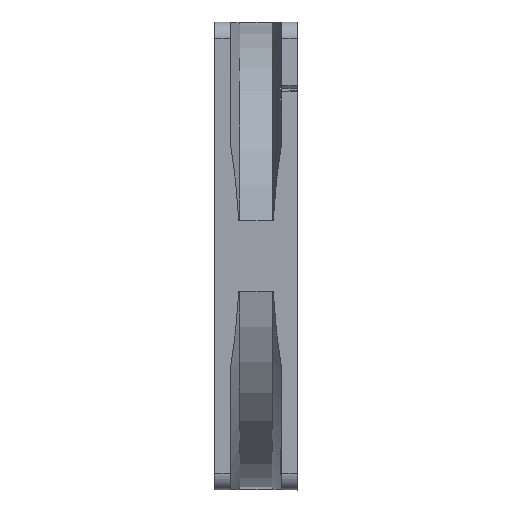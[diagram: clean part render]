
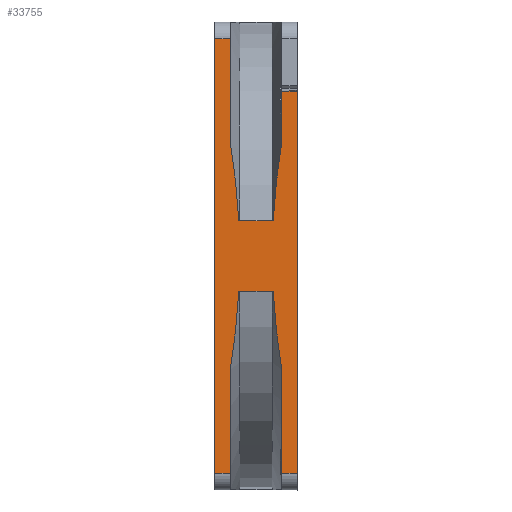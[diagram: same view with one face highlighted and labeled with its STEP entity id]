
A CAD part, left-side view. The second image highlights one B-rep face of the part: STEP entity #33755.
In plain terms, the highlighted planar face has unit normal (-1, 0, 0).
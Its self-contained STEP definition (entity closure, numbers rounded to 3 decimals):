
#61 = B_SPLINE_CURVE_WITH_KNOTS ( 'NONE', 3,
 ( #9619, #28399, #15167, #18606 ),
 .UNSPECIFIED., .F., .F.,
 ( 4, 4 ),
 ( 0., 0.024 ),
 .UNSPECIFIED. ) ;
#366 = CARTESIAN_POINT ( 'NONE',  ( -70., 4.6, -34.182 ) ) ;
#467 = EDGE_CURVE ( 'NONE', #9316, #18106, #9015, .T. ) ;
#518 = LINE ( 'NONE', #2631, #30079 ) ;
#843 = B_SPLINE_CURVE_WITH_KNOTS ( 'NONE', 3,
 ( #19672, #6434, #10575, #12922 ),
 .UNSPECIFIED., .F., .F.,
 ( 4, 4 ),
 ( 0., 0.024 ),
 .UNSPECIFIED. ) ;
#1418 = VERTEX_POINT ( 'NONE', #10777 ) ;
#1710 = CARTESIAN_POINT ( 'NONE',  ( -70., 17.465, 10.6 ) ) ;
#1936 = VECTOR ( 'NONE', #2946, 1000. ) ;
#2276 = ORIENTED_EDGE ( 'NONE', *, *, #24956, .F. ) ;
#2631 = CARTESIAN_POINT ( 'NONE',  ( -70., -84.004, -10.6 ) ) ;
#2866 = DIRECTION ( 'NONE',  ( 0., 0., 1. ) ) ;
#2946 = DIRECTION ( 'NONE',  ( 0., 0., 1. ) ) ;
#3175 = VERTEX_POINT ( 'NONE', #29880 ) ;
#3298 = LINE ( 'NONE', #21202, #16637 ) ;
#3510 = CARTESIAN_POINT ( 'NONE',  ( -70., 5.849, -26.364 ) ) ;
#5408 = DIRECTION ( 'NONE',  ( 0., -1., 0. ) ) ;
#5795 = EDGE_CURVE ( 'NONE', #6062, #8849, #3298, .T. ) ;
#6010 = CARTESIAN_POINT ( 'NONE',  ( -70., 0., 49.276 ) ) ;
#6062 = VERTEX_POINT ( 'NONE', #19608 ) ;
#6434 = CARTESIAN_POINT ( 'NONE',  ( -70., 18.801, -26.364 ) ) ;
#6482 = VECTOR ( 'NONE', #21236, 1000. ) ;
#6627 = B_SPLINE_CURVE_WITH_KNOTS ( 'NONE', 3,
 ( #24347, #19206, #3510, #30038 ),
 .UNSPECIFIED., .F., .F.,
 ( 4, 4 ),
 ( 0., 0.024 ),
 .UNSPECIFIED. ) ;
#6744 = DIRECTION ( 'NONE',  ( 0., 0., -1. ) ) ;
#7326 = EDGE_CURVE ( 'NONE', #3175, #33812, #10825, .T. ) ;
#7356 = CARTESIAN_POINT ( 'NONE',  ( -70., 7.185, -10.6 ) ) ;
#8308 = CARTESIAN_POINT ( 'NONE',  ( -70., 17.896, 18.508 ) ) ;
#8627 = VERTEX_POINT ( 'NONE', #11162 ) ;
#8765 = DIRECTION ( 'NONE',  ( 0., 1., 0. ) ) ;
#8849 = VERTEX_POINT ( 'NONE', #6010 ) ;
#9015 = LINE ( 'NONE', #21091, #23147 ) ;
#9204 = ORIENTED_EDGE ( 'NONE', *, *, #19583, .T. ) ;
#9265 = EDGE_CURVE ( 'NONE', #10894, #18106, #28226, .T. ) ;
#9316 = VERTEX_POINT ( 'NONE', #27806 ) ;
#9619 = CARTESIAN_POINT ( 'NONE',  ( -70., 4.6, 34.182 ) ) ;
#10575 = CARTESIAN_POINT ( 'NONE',  ( -70., 17.896, -18.508 ) ) ;
#10673 = CARTESIAN_POINT ( 'NONE',  ( -70., 4.6, -65. ) ) ;
#10777 = CARTESIAN_POINT ( 'NONE',  ( -70., 17.465, -10.6 ) ) ;
#10825 = LINE ( 'NONE', #21882, #16215 ) ;
#10863 = VERTEX_POINT ( 'NONE', #29423 ) ;
#10894 = VERTEX_POINT ( 'NONE', #23959 ) ;
#10935 = EDGE_LOOP ( 'NONE', ( #14930, #2276, #19548, #33954, #32595, #19891, #11884, #32296, #21525, #15850, #9204, #21857, #28453, #21931, #14524, #26924 ) ) ;
#11162 = CARTESIAN_POINT ( 'NONE',  ( -70., 0., -65. ) ) ;
#11170 = EDGE_CURVE ( 'NONE', #27322, #18007, #26126, .T. ) ;
#11172 = DIRECTION ( 'NONE',  ( 0., 1., 0. ) ) ;
#11738 = LINE ( 'NONE', #26181, #21658 ) ;
#11884 = ORIENTED_EDGE ( 'NONE', *, *, #467, .F. ) ;
#12499 = CARTESIAN_POINT ( 'NONE',  ( -70., 20.05, -65. ) ) ;
#12922 = CARTESIAN_POINT ( 'NONE',  ( -70., 17.465, -10.6 ) ) ;
#12947 = DIRECTION ( 'NONE',  ( 0., -1., 0. ) ) ;
#13234 = LINE ( 'NONE', #32315, #21054 ) ;
#13468 = DIRECTION ( 'NONE',  ( 0., -1., 0. ) ) ;
#13591 = LINE ( 'NONE', #16029, #6482 ) ;
#13769 = CARTESIAN_POINT ( 'NONE',  ( -70., 20.05, -65. ) ) ;
#14524 = ORIENTED_EDGE ( 'NONE', *, *, #15794, .T. ) ;
#14544 = VECTOR ( 'NONE', #17528, 1000. ) ;
#14772 = CARTESIAN_POINT ( 'NONE',  ( -70., 4.6, 34.182 ) ) ;
#14930 = ORIENTED_EDGE ( 'NONE', *, *, #5795, .F. ) ;
#15138 = CARTESIAN_POINT ( 'NONE',  ( -70., 24.65, 65. ) ) ;
#15167 = CARTESIAN_POINT ( 'NONE',  ( -70., 6.754, 18.508 ) ) ;
#15613 = DIRECTION ( 'NONE',  ( 0., 0., 1. ) ) ;
#15794 = EDGE_CURVE ( 'NONE', #27322, #8627, #23938, .T. ) ;
#15850 = ORIENTED_EDGE ( 'NONE', *, *, #21199, .T. ) ;
#16029 = CARTESIAN_POINT ( 'NONE',  ( -70., 4.6, 10.6 ) ) ;
#16215 = VECTOR ( 'NONE', #8765, 1000. ) ;
#16637 = VECTOR ( 'NONE', #13468, 1000. ) ;
#16802 = LINE ( 'NONE', #20684, #26389 ) ;
#17172 = DIRECTION ( 'NONE',  ( 0., -1., 0. ) ) ;
#17528 = DIRECTION ( 'NONE',  ( 0., 0., 1. ) ) ;
#18007 = VERTEX_POINT ( 'NONE', #366 ) ;
#18106 = VERTEX_POINT ( 'NONE', #19437 ) ;
#18606 = CARTESIAN_POINT ( 'NONE',  ( -70., 7.185, 10.6 ) ) ;
#19073 = EDGE_CURVE ( 'NONE', #20321, #18007, #6627, .T. ) ;
#19206 = CARTESIAN_POINT ( 'NONE',  ( -70., 6.754, -18.508 ) ) ;
#19246 = VECTOR ( 'NONE', #31078, 1000. ) ;
#19437 = CARTESIAN_POINT ( 'NONE',  ( -70., 20.05, 65. ) ) ;
#19548 = ORIENTED_EDGE ( 'NONE', *, *, #21205, .T. ) ;
#19583 = EDGE_CURVE ( 'NONE', #33436, #1418, #843, .T. ) ;
#19608 = CARTESIAN_POINT ( 'NONE',  ( -70., 4.6, 49.276 ) ) ;
#19672 = CARTESIAN_POINT ( 'NONE',  ( -70., 20.05, -34.182 ) ) ;
#19891 = ORIENTED_EDGE ( 'NONE', *, *, #9265, .T. ) ;
#20052 = CARTESIAN_POINT ( 'NONE',  ( -70., 24.65, -65. ) ) ;
#20321 = VERTEX_POINT ( 'NONE', #7356 ) ;
#20684 = CARTESIAN_POINT ( 'NONE',  ( -70., 24.65, 65. ) ) ;
#21054 = VECTOR ( 'NONE', #2866, 1000. ) ;
#21091 = CARTESIAN_POINT ( 'NONE',  ( -70., 24.65, 65. ) ) ;
#21199 = EDGE_CURVE ( 'NONE', #24875, #33436, #21751, .T. ) ;
#21202 = CARTESIAN_POINT ( 'NONE',  ( -70., 2.35, 49.276 ) ) ;
#21205 = EDGE_CURVE ( 'NONE', #29582, #3175, #61, .T. ) ;
#21236 = DIRECTION ( 'NONE',  ( 0., 0., 1. ) ) ;
#21361 = EDGE_CURVE ( 'NONE', #20321, #1418, #518, .T. ) ;
#21455 = EDGE_CURVE ( 'NONE', #8627, #8849, #13234, .T. ) ;
#21525 = ORIENTED_EDGE ( 'NONE', *, *, #34298, .T. ) ;
#21533 = CARTESIAN_POINT ( 'NONE',  ( -70., 17.465, 10.6 ) ) ;
#21658 = VECTOR ( 'NONE', #12947, 1000. ) ;
#21751 = LINE ( 'NONE', #12499, #19246 ) ;
#21857 = ORIENTED_EDGE ( 'NONE', *, *, #21361, .F. ) ;
#21882 = CARTESIAN_POINT ( 'NONE',  ( -70., -84.004, 10.6 ) ) ;
#21931 = ORIENTED_EDGE ( 'NONE', *, *, #11170, .F. ) ;
#22701 = CARTESIAN_POINT ( 'NONE',  ( -70., 4.6, -65. ) ) ;
#22708 = AXIS2_PLACEMENT_3D ( 'NONE', #15138, #28373, #6744 ) ;
#23147 = VECTOR ( 'NONE', #5408, 1000. ) ;
#23938 = LINE ( 'NONE', #20052, #27278 ) ;
#23959 = CARTESIAN_POINT ( 'NONE',  ( -70., 20.05, 34.182 ) ) ;
#24347 = CARTESIAN_POINT ( 'NONE',  ( -70., 7.185, -10.6 ) ) ;
#24875 = VERTEX_POINT ( 'NONE', #13769 ) ;
#24956 = EDGE_CURVE ( 'NONE', #29582, #6062, #13591, .T. ) ;
#25443 = FACE_OUTER_BOUND ( 'NONE', #10935, .T. ) ;
#26126 = LINE ( 'NONE', #10673, #1936 ) ;
#26181 = CARTESIAN_POINT ( 'NONE',  ( -70., 24.65, -65. ) ) ;
#26389 = VECTOR ( 'NONE', #15613, 1000. ) ;
#26924 = ORIENTED_EDGE ( 'NONE', *, *, #21455, .T. ) ;
#27278 = VECTOR ( 'NONE', #17172, 1000. ) ;
#27322 = VERTEX_POINT ( 'NONE', #22701 ) ;
#27457 = CARTESIAN_POINT ( 'NONE',  ( -70., 20.05, 10.6 ) ) ;
#27806 = CARTESIAN_POINT ( 'NONE',  ( -70., 24.65, 65. ) ) ;
#28226 = LINE ( 'NONE', #27457, #14544 ) ;
#28373 = DIRECTION ( 'NONE',  ( 1., 0., 0. ) ) ;
#28399 = CARTESIAN_POINT ( 'NONE',  ( -70., 5.849, 26.364 ) ) ;
#28453 = ORIENTED_EDGE ( 'NONE', *, *, #19073, .T. ) ;
#28521 = EDGE_CURVE ( 'NONE', #33812, #10894, #30574, .T. ) ;
#29171 = EDGE_CURVE ( 'NONE', #10863, #9316, #16802, .T. ) ;
#29423 = CARTESIAN_POINT ( 'NONE',  ( -70., 24.65, -65. ) ) ;
#29436 = CARTESIAN_POINT ( 'NONE',  ( -70., 20.05, -34.182 ) ) ;
#29563 = CARTESIAN_POINT ( 'NONE',  ( -70., 18.801, 26.364 ) ) ;
#29582 = VERTEX_POINT ( 'NONE', #14772 ) ;
#29880 = CARTESIAN_POINT ( 'NONE',  ( -70., 7.185, 10.6 ) ) ;
#30038 = CARTESIAN_POINT ( 'NONE',  ( -70., 4.6, -34.182 ) ) ;
#30079 = VECTOR ( 'NONE', #11172, 1000. ) ;
#30237 = PLANE ( 'NONE',  #22708 ) ;
#30574 = B_SPLINE_CURVE_WITH_KNOTS ( 'NONE', 3,
 ( #21533, #8308, #29563, #32254 ),
 .UNSPECIFIED., .F., .F.,
 ( 4, 4 ),
 ( 0., 0.024 ),
 .UNSPECIFIED. ) ;
#31078 = DIRECTION ( 'NONE',  ( 0., 0., 1. ) ) ;
#32254 = CARTESIAN_POINT ( 'NONE',  ( -70., 20.05, 34.182 ) ) ;
#32296 = ORIENTED_EDGE ( 'NONE', *, *, #29171, .F. ) ;
#32315 = CARTESIAN_POINT ( 'NONE',  ( -70., 0., 65. ) ) ;
#32595 = ORIENTED_EDGE ( 'NONE', *, *, #28521, .T. ) ;
#33436 = VERTEX_POINT ( 'NONE', #29436 ) ;
#33755 = ADVANCED_FACE ( 'NONE', ( #25443 ), #30237, .F. ) ;
#33812 = VERTEX_POINT ( 'NONE', #1710 ) ;
#33954 = ORIENTED_EDGE ( 'NONE', *, *, #7326, .T. ) ;
#34298 = EDGE_CURVE ( 'NONE', #10863, #24875, #11738, .T. ) ;
